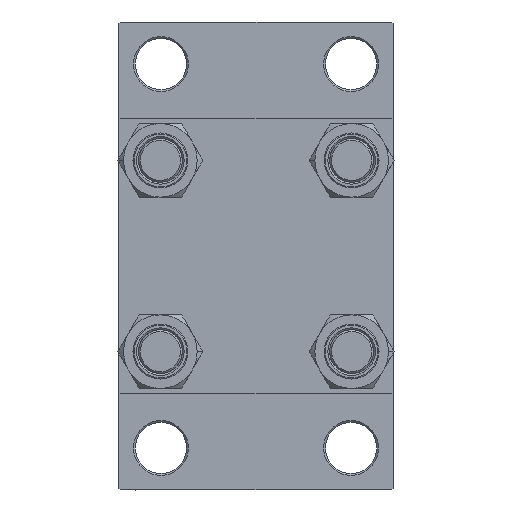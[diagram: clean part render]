
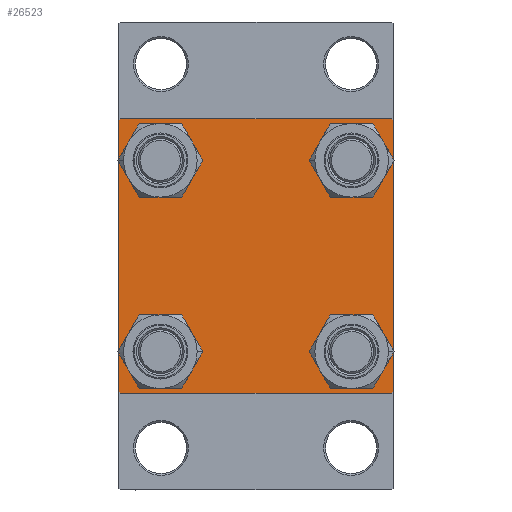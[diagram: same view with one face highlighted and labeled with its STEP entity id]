
A CAD part, left-side view. The second image highlights one B-rep face of the part: STEP entity #26523.
In plain terms, the highlighted planar face has unit normal (-1, 0, 0).
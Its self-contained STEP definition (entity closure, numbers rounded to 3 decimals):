
#1171 = DIRECTION ( 'NONE',  ( 0., 0.707, 0.707 ) ) ;
#1403 = EDGE_LOOP ( 'NONE', ( #45304, #46906 ) ) ;
#1410 = CIRCLE ( 'NONE', #28834, 6.5 ) ;
#1764 = CARTESIAN_POINT ( 'NONE',  ( 0., -26.15, -26.15 ) ) ;
#1877 = VERTEX_POINT ( 'NONE', #46164 ) ;
#3017 = EDGE_CURVE ( 'NONE', #13693, #3398, #3291, .T. ) ;
#3095 = EDGE_LOOP ( 'NONE', ( #21613, #45490 ) ) ;
#3291 = CIRCLE ( 'NONE', #31481, 6.5 ) ;
#3360 = ORIENTED_EDGE ( 'NONE', *, *, #39181, .F. ) ;
#3398 = VERTEX_POINT ( 'NONE', #5852 ) ;
#3439 = CARTESIAN_POINT ( 'NONE',  ( 0., -26.15, -19.65 ) ) ;
#3697 = CARTESIAN_POINT ( 'NONE',  ( 0., 37.5, 37.5 ) ) ;
#3873 = VECTOR ( 'NONE', #28773, 1000. ) ;
#4130 = VERTEX_POINT ( 'NONE', #44998 ) ;
#4155 = DIRECTION ( 'NONE',  ( 0., -0.707, -0.707 ) ) ;
#4301 = VERTEX_POINT ( 'NONE', #3439 ) ;
#4681 = LINE ( 'NONE', #40946, #26383 ) ;
#5576 = DIRECTION ( 'NONE',  ( 1., 0., 0. ) ) ;
#5852 = CARTESIAN_POINT ( 'NONE',  ( 0., 26.15, 32.65 ) ) ;
#5863 = VECTOR ( 'NONE', #27078, 1000. ) ;
#5953 = EDGE_CURVE ( 'NONE', #6823, #12686, #38420, .T. ) ;
#5993 = EDGE_LOOP ( 'NONE', ( #15273, #45565, #14728, #18398, #40968, #7877, #3360, #11183 ) ) ;
#6362 = EDGE_CURVE ( 'NONE', #46853, #39371, #40728, .T. ) ;
#6445 = VECTOR ( 'NONE', #40198, 1000. ) ;
#6456 = VERTEX_POINT ( 'NONE', #32753 ) ;
#6823 = VERTEX_POINT ( 'NONE', #28040 ) ;
#6845 = ORIENTED_EDGE ( 'NONE', *, *, #45747, .T. ) ;
#6956 = EDGE_CURVE ( 'NONE', #6456, #1877, #39718, .T. ) ;
#7161 = CARTESIAN_POINT ( 'NONE',  ( 0., -37.5, 37. ) ) ;
#7213 = DIRECTION ( 'NONE',  ( 1., 0., 0. ) ) ;
#7242 = CARTESIAN_POINT ( 'NONE',  ( 0., 26.15, 26.15 ) ) ;
#7325 = AXIS2_PLACEMENT_3D ( 'NONE', #1764, #5576, #8695 ) ;
#7877 = ORIENTED_EDGE ( 'NONE', *, *, #11919, .T. ) ;
#8695 = DIRECTION ( 'NONE',  ( 0., 0., 1. ) ) ;
#9492 = AXIS2_PLACEMENT_3D ( 'NONE', #33862, #37210, #44840 ) ;
#9590 = CARTESIAN_POINT ( 'NONE',  ( 0., 26.15, 19.65 ) ) ;
#10131 = AXIS2_PLACEMENT_3D ( 'NONE', #10829, #46861, #31581 ) ;
#10500 = FACE_BOUND ( 'NONE', #1403, .T. ) ;
#10829 = CARTESIAN_POINT ( 'NONE',  ( 0., -26.15, -26.15 ) ) ;
#11014 = DIRECTION ( 'NONE',  ( 0., -1., 0. ) ) ;
#11183 = ORIENTED_EDGE ( 'NONE', *, *, #12212, .T. ) ;
#11912 = CIRCLE ( 'NONE', #7325, 6.5 ) ;
#11919 = EDGE_CURVE ( 'NONE', #28769, #29774, #18605, .T. ) ;
#12024 = CARTESIAN_POINT ( 'NONE',  ( 0., -26.15, 26.15 ) ) ;
#12212 = EDGE_CURVE ( 'NONE', #34343, #6456, #18872, .T. ) ;
#12316 = CARTESIAN_POINT ( 'NONE',  ( 0., -37.25, -37.25 ) ) ;
#12686 = VERTEX_POINT ( 'NONE', #39684 ) ;
#12727 = DIRECTION ( 'NONE',  ( 1., 0., 0. ) ) ;
#13348 = VERTEX_POINT ( 'NONE', #45517 ) ;
#13375 = PLANE ( 'NONE',  #25782 ) ;
#13693 = VERTEX_POINT ( 'NONE', #9590 ) ;
#13847 = FACE_BOUND ( 'NONE', #26765, .T. ) ;
#14228 = LINE ( 'NONE', #36154, #3873 ) ;
#14233 = CIRCLE ( 'NONE', #37085, 6.5 ) ;
#14333 = EDGE_CURVE ( 'NONE', #28769, #42667, #4681, .T. ) ;
#14572 = EDGE_CURVE ( 'NONE', #12686, #6823, #14233, .T. ) ;
#14657 = DIRECTION ( 'NONE',  ( 0., 0., 1. ) ) ;
#14728 = ORIENTED_EDGE ( 'NONE', *, *, #36376, .T. ) ;
#14925 = VECTOR ( 'NONE', #31874, 1000. ) ;
#15043 = CARTESIAN_POINT ( 'NONE',  ( 0., -37.25, 37.25 ) ) ;
#15273 = ORIENTED_EDGE ( 'NONE', *, *, #6956, .T. ) ;
#15638 = EDGE_CURVE ( 'NONE', #13348, #42667, #29974, .T. ) ;
#15659 = DIRECTION ( 'NONE',  ( 0., 0., -1. ) ) ;
#17080 = CIRCLE ( 'NONE', #10131, 6.5 ) ;
#17100 = CARTESIAN_POINT ( 'NONE',  ( 0., -37.5, -37. ) ) ;
#17169 = DIRECTION ( 'NONE',  ( 0., 0., 1. ) ) ;
#17329 = CARTESIAN_POINT ( 'NONE',  ( 0., 37.25, 37.25 ) ) ;
#18398 = ORIENTED_EDGE ( 'NONE', *, *, #15638, .T. ) ;
#18402 = CARTESIAN_POINT ( 'NONE',  ( 0., 37.5, 37.5 ) ) ;
#18605 = LINE ( 'NONE', #15043, #27832 ) ;
#18720 = EDGE_CURVE ( 'NONE', #39371, #46853, #1410, .T. ) ;
#18872 = LINE ( 'NONE', #17329, #14925 ) ;
#21269 = CIRCLE ( 'NONE', #29674, 6.5 ) ;
#21555 = EDGE_CURVE ( 'NONE', #34907, #4301, #11912, .T. ) ;
#21613 = ORIENTED_EDGE ( 'NONE', *, *, #33259, .T. ) ;
#21996 = DIRECTION ( 'NONE',  ( 0., 0., 1. ) ) ;
#24678 = DIRECTION ( 'NONE',  ( 0., 0., 1. ) ) ;
#25625 = LINE ( 'NONE', #40658, #39133 ) ;
#25782 = AXIS2_PLACEMENT_3D ( 'NONE', #27914, #42462, #17169 ) ;
#25813 = DIRECTION ( 'NONE',  ( 1., 0., 0. ) ) ;
#26383 = VECTOR ( 'NONE', #15659, 1000. ) ;
#26523 = ADVANCED_FACE ( 'NONE', ( #10500, #13847, #32685, #35780, #28150 ), #13375, .T. ) ;
#26557 = DIRECTION ( 'NONE',  ( 0., 0., 1. ) ) ;
#26695 = EDGE_LOOP ( 'NONE', ( #32943, #30540 ) ) ;
#26765 = EDGE_LOOP ( 'NONE', ( #6845, #28382 ) ) ;
#27078 = DIRECTION ( 'NONE',  ( 0., -0.707, 0.707 ) ) ;
#27832 = VECTOR ( 'NONE', #1171, 1000. ) ;
#27914 = CARTESIAN_POINT ( 'NONE',  ( 0., 0., 0. ) ) ;
#28040 = CARTESIAN_POINT ( 'NONE',  ( 0., 26.15, -32.65 ) ) ;
#28150 = FACE_OUTER_BOUND ( 'NONE', #5993, .T. ) ;
#28382 = ORIENTED_EDGE ( 'NONE', *, *, #21555, .T. ) ;
#28769 = VERTEX_POINT ( 'NONE', #7161 ) ;
#28773 = DIRECTION ( 'NONE',  ( 0., -1., 0. ) ) ;
#28834 = AXIS2_PLACEMENT_3D ( 'NONE', #12024, #12727, #26557 ) ;
#29674 = AXIS2_PLACEMENT_3D ( 'NONE', #7242, #33490, #14657 ) ;
#29774 = VERTEX_POINT ( 'NONE', #33020 ) ;
#29974 = LINE ( 'NONE', #12316, #5863 ) ;
#30175 = CARTESIAN_POINT ( 'NONE',  ( 0., -26.15, -32.65 ) ) ;
#30540 = ORIENTED_EDGE ( 'NONE', *, *, #5953, .T. ) ;
#31225 = CARTESIAN_POINT ( 'NONE',  ( 0., 37., 37.5 ) ) ;
#31481 = AXIS2_PLACEMENT_3D ( 'NONE', #39647, #25813, #21996 ) ;
#31581 = DIRECTION ( 'NONE',  ( 0., 0., 1. ) ) ;
#31603 = DIRECTION ( 'NONE',  ( 1., 0., 0. ) ) ;
#31874 = DIRECTION ( 'NONE',  ( 0., 0.707, -0.707 ) ) ;
#32685 = FACE_BOUND ( 'NONE', #26695, .T. ) ;
#32753 = CARTESIAN_POINT ( 'NONE',  ( 0., 37.5, 37. ) ) ;
#32943 = ORIENTED_EDGE ( 'NONE', *, *, #14572, .T. ) ;
#33020 = CARTESIAN_POINT ( 'NONE',  ( 0., -37., 37.5 ) ) ;
#33193 = LINE ( 'NONE', #18402, #42077 ) ;
#33259 = EDGE_CURVE ( 'NONE', #3398, #13693, #21269, .T. ) ;
#33490 = DIRECTION ( 'NONE',  ( 1., 0., 0. ) ) ;
#33862 = CARTESIAN_POINT ( 'NONE',  ( 0., 26.15, -26.15 ) ) ;
#34343 = VERTEX_POINT ( 'NONE', #31225 ) ;
#34907 = VERTEX_POINT ( 'NONE', #30175 ) ;
#35780 = FACE_BOUND ( 'NONE', #3095, .T. ) ;
#36154 = CARTESIAN_POINT ( 'NONE',  ( 0., 37.5, -37.5 ) ) ;
#36376 = EDGE_CURVE ( 'NONE', #4130, #13348, #14228, .T. ) ;
#37085 = AXIS2_PLACEMENT_3D ( 'NONE', #39945, #31603, #24678 ) ;
#37210 = DIRECTION ( 'NONE',  ( 1., 0., 0. ) ) ;
#37686 = AXIS2_PLACEMENT_3D ( 'NONE', #46839, #7213, #40379 ) ;
#38165 = CARTESIAN_POINT ( 'NONE',  ( 0., -26.15, 19.65 ) ) ;
#38420 = CIRCLE ( 'NONE', #9492, 6.5 ) ;
#39034 = CARTESIAN_POINT ( 'NONE',  ( 0., -26.15, 32.65 ) ) ;
#39133 = VECTOR ( 'NONE', #4155, 1000. ) ;
#39181 = EDGE_CURVE ( 'NONE', #34343, #29774, #33193, .T. ) ;
#39371 = VERTEX_POINT ( 'NONE', #38165 ) ;
#39647 = CARTESIAN_POINT ( 'NONE',  ( 0., 26.15, 26.15 ) ) ;
#39684 = CARTESIAN_POINT ( 'NONE',  ( 0., 26.15, -19.65 ) ) ;
#39718 = LINE ( 'NONE', #3697, #6445 ) ;
#39945 = CARTESIAN_POINT ( 'NONE',  ( 0., 26.15, -26.15 ) ) ;
#40198 = DIRECTION ( 'NONE',  ( 0., 0., -1. ) ) ;
#40379 = DIRECTION ( 'NONE',  ( 0., 0., 1. ) ) ;
#40658 = CARTESIAN_POINT ( 'NONE',  ( 0., 37.25, -37.25 ) ) ;
#40728 = CIRCLE ( 'NONE', #37686, 6.5 ) ;
#40946 = CARTESIAN_POINT ( 'NONE',  ( 0., -37.5, 37.5 ) ) ;
#40968 = ORIENTED_EDGE ( 'NONE', *, *, #14333, .F. ) ;
#42077 = VECTOR ( 'NONE', #11014, 1000. ) ;
#42462 = DIRECTION ( 'NONE',  ( -1., 0., 0. ) ) ;
#42667 = VERTEX_POINT ( 'NONE', #17100 ) ;
#44033 = EDGE_CURVE ( 'NONE', #1877, #4130, #25625, .T. ) ;
#44840 = DIRECTION ( 'NONE',  ( 0., 0., 1. ) ) ;
#44998 = CARTESIAN_POINT ( 'NONE',  ( 0., 37., -37.5 ) ) ;
#45304 = ORIENTED_EDGE ( 'NONE', *, *, #6362, .T. ) ;
#45490 = ORIENTED_EDGE ( 'NONE', *, *, #3017, .T. ) ;
#45517 = CARTESIAN_POINT ( 'NONE',  ( 0., -37., -37.5 ) ) ;
#45565 = ORIENTED_EDGE ( 'NONE', *, *, #44033, .T. ) ;
#45747 = EDGE_CURVE ( 'NONE', #4301, #34907, #17080, .T. ) ;
#46164 = CARTESIAN_POINT ( 'NONE',  ( 0., 37.5, -37. ) ) ;
#46839 = CARTESIAN_POINT ( 'NONE',  ( 0., -26.15, 26.15 ) ) ;
#46853 = VERTEX_POINT ( 'NONE', #39034 ) ;
#46861 = DIRECTION ( 'NONE',  ( 1., 0., 0. ) ) ;
#46906 = ORIENTED_EDGE ( 'NONE', *, *, #18720, .T. ) ;
